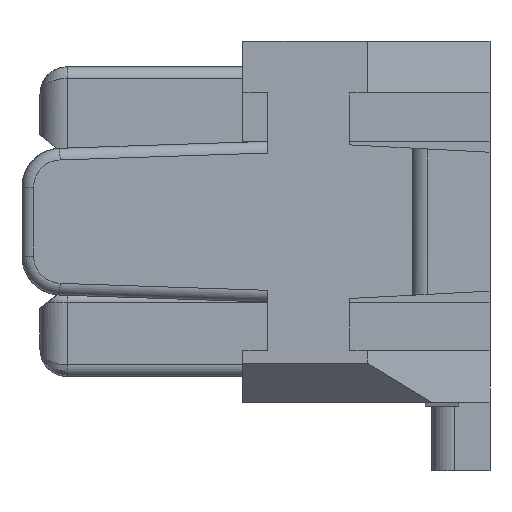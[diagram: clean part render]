
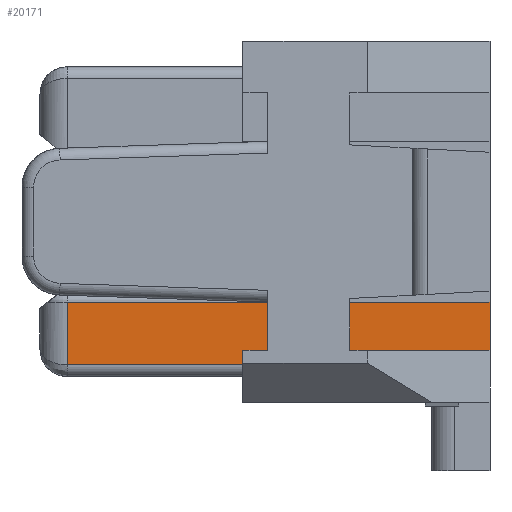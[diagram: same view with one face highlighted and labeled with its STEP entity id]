
A CAD part, front view. The second image highlights one B-rep face of the part: STEP entity #20171.
In plain terms, the highlighted planar face has unit normal (0, -1, 0).
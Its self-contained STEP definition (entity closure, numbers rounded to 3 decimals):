
#30 = DIRECTION ( 'NONE',  ( 0., 0., 1. ) ) ;
#116 = EDGE_CURVE ( 'NONE', #793, #5922, #2076, .T. ) ;
#793 = VERTEX_POINT ( 'NONE', #9468 ) ;
#1084 = ORIENTED_EDGE ( 'NONE', *, *, #4107, .F. ) ;
#1192 = VERTEX_POINT ( 'NONE', #14461 ) ;
#1372 = LINE ( 'NONE', #13372, #8868 ) ;
#1436 = VECTOR ( 'NONE', #11289, 1000. ) ;
#1689 = DIRECTION ( 'NONE',  ( 0., 1., 0. ) ) ;
#1931 = CARTESIAN_POINT ( 'NONE',  ( 5.77, -0.15, -1.03 ) ) ;
#2076 = LINE ( 'NONE', #15773, #17200 ) ;
#2089 = LINE ( 'NONE', #1931, #16714 ) ;
#2249 = CARTESIAN_POINT ( 'NONE',  ( 5.77, -0.15, -1.65 ) ) ;
#2438 = ORIENTED_EDGE ( 'NONE', *, *, #5099, .T. ) ;
#2733 = VERTEX_POINT ( 'NONE', #10491 ) ;
#4107 = EDGE_CURVE ( 'NONE', #7915, #5922, #2089, .T. ) ;
#4352 = LINE ( 'NONE', #11241, #11791 ) ;
#4532 = ORIENTED_EDGE ( 'NONE', *, *, #22019, .T. ) ;
#4603 = ORIENTED_EDGE ( 'NONE', *, *, #116, .T. ) ;
#5090 = DIRECTION ( 'NONE',  ( 1., 0., 0. ) ) ;
#5099 = EDGE_CURVE ( 'NONE', #22135, #793, #19653, .T. ) ;
#5321 = CARTESIAN_POINT ( 'NONE',  ( 0.35, -0.15, -1.835 ) ) ;
#5922 = VERTEX_POINT ( 'NONE', #2249 ) ;
#6030 = CARTESIAN_POINT ( 'NONE',  ( 2.6, -0.15, -1.835 ) ) ;
#6369 = CARTESIAN_POINT ( 'NONE',  ( 2.6, -0.15, -1.835 ) ) ;
#6491 = CARTESIAN_POINT ( 'NONE',  ( 5.77, -0.15, -1.03 ) ) ;
#7488 = DIRECTION ( 'NONE',  ( 1., 0., 0. ) ) ;
#7915 = VERTEX_POINT ( 'NONE', #6491 ) ;
#8379 = DIRECTION ( 'NONE',  ( 1., 0., 0. ) ) ;
#8415 = LINE ( 'NONE', #14785, #1436 ) ;
#8868 = VECTOR ( 'NONE', #5090, 1000. ) ;
#8921 = AXIS2_PLACEMENT_3D ( 'NONE', #9220, #1689, #15434 ) ;
#9220 = CARTESIAN_POINT ( 'NONE',  ( 0., -0.15, 0. ) ) ;
#9468 = CARTESIAN_POINT ( 'NONE',  ( 2.6, -0.15, -1.65 ) ) ;
#9574 = EDGE_CURVE ( 'NONE', #1192, #2733, #1372, .T. ) ;
#9886 = CARTESIAN_POINT ( 'NONE',  ( 0.35, -0.15, -1.835 ) ) ;
#10377 = LINE ( 'NONE', #5321, #18436 ) ;
#10491 = CARTESIAN_POINT ( 'NONE',  ( 2.6, -0.15, -1.03 ) ) ;
#10547 = EDGE_LOOP ( 'NONE', ( #16190, #4532, #2438, #4603, #1084, #12348, #18865 ) ) ;
#11241 = CARTESIAN_POINT ( 'NONE',  ( 0.35, -0.15, -1.03 ) ) ;
#11289 = DIRECTION ( 'NONE',  ( 1., 0., 0. ) ) ;
#11791 = VECTOR ( 'NONE', #12932, 1000. ) ;
#12348 = ORIENTED_EDGE ( 'NONE', *, *, #21412, .F. ) ;
#12624 = FACE_OUTER_BOUND ( 'NONE', #10547, .T. ) ;
#12932 = DIRECTION ( 'NONE',  ( 0., 0., -1. ) ) ;
#13372 = CARTESIAN_POINT ( 'NONE',  ( 0.35, -0.15, -1.03 ) ) ;
#14461 = CARTESIAN_POINT ( 'NONE',  ( 0.35, -0.15, -1.03 ) ) ;
#14785 = CARTESIAN_POINT ( 'NONE',  ( 2.6, -0.15, -1.03 ) ) ;
#15373 = EDGE_CURVE ( 'NONE', #1192, #21496, #4352, .T. ) ;
#15434 = DIRECTION ( 'NONE',  ( 1., 0., 0. ) ) ;
#15773 = CARTESIAN_POINT ( 'NONE',  ( 2.6, -0.15, -1.65 ) ) ;
#16190 = ORIENTED_EDGE ( 'NONE', *, *, #15373, .T. ) ;
#16714 = VECTOR ( 'NONE', #17363, 1000. ) ;
#17200 = VECTOR ( 'NONE', #7488, 1000. ) ;
#17363 = DIRECTION ( 'NONE',  ( 0., 0., -1. ) ) ;
#17608 = PLANE ( 'NONE',  #8921 ) ;
#18436 = VECTOR ( 'NONE', #8379, 1000. ) ;
#18865 = ORIENTED_EDGE ( 'NONE', *, *, #9574, .F. ) ;
#19006 = VECTOR ( 'NONE', #30, 1000. ) ;
#19653 = LINE ( 'NONE', #6369, #19006 ) ;
#20171 = ADVANCED_FACE ( 'NONE', ( #12624 ), #17608, .F. ) ;
#21412 = EDGE_CURVE ( 'NONE', #2733, #7915, #8415, .T. ) ;
#21496 = VERTEX_POINT ( 'NONE', #9886 ) ;
#22019 = EDGE_CURVE ( 'NONE', #21496, #22135, #10377, .T. ) ;
#22135 = VERTEX_POINT ( 'NONE', #6030 ) ;
